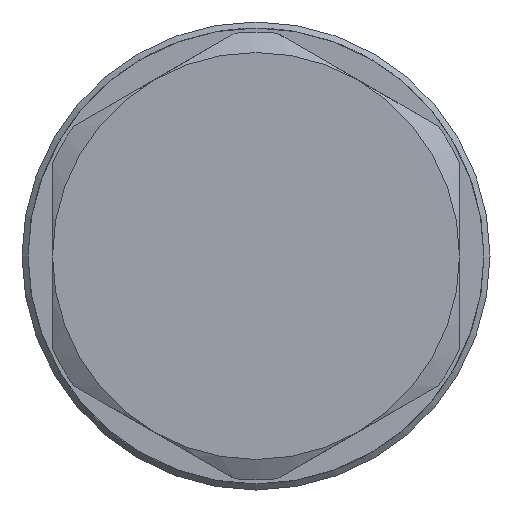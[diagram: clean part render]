
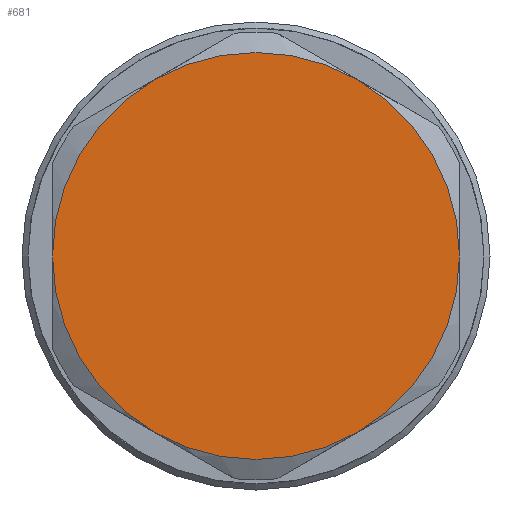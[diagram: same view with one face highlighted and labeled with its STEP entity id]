
A CAD part, left-side view. The second image highlights one B-rep face of the part: STEP entity #681.
In plain terms, the highlighted planar face has unit normal (-1, 0, 0).
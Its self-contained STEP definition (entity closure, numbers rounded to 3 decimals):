
#198=FACE_OUTER_BOUND('',#961,.T.);
#681=ADVANCED_FACE('',(#198),#768,.T.);
#768=PLANE('',#2294);
#961=EDGE_LOOP('',(#1295,#1296,#1297,#1298,#1299,#1300));
#1295=ORIENTED_EDGE('',*,*,#1938,.T.);
#1296=ORIENTED_EDGE('',*,*,#1939,.T.);
#1297=ORIENTED_EDGE('',*,*,#1940,.T.);
#1298=ORIENTED_EDGE('',*,*,#1941,.T.);
#1299=ORIENTED_EDGE('',*,*,#1942,.T.);
#1300=ORIENTED_EDGE('',*,*,#1943,.T.);
#1707=VERTEX_POINT('',#3708);
#1708=VERTEX_POINT('',#3709);
#1709=VERTEX_POINT('',#3711);
#1710=VERTEX_POINT('',#3713);
#1711=VERTEX_POINT('',#3715);
#1712=VERTEX_POINT('',#3717);
#1938=EDGE_CURVE('',#1707,#1708,#2136,.T.);
#1939=EDGE_CURVE('',#1708,#1709,#2137,.T.);
#1940=EDGE_CURVE('',#1709,#1710,#2138,.T.);
#1941=EDGE_CURVE('',#1710,#1711,#2139,.T.);
#1942=EDGE_CURVE('',#1711,#1712,#2140,.T.);
#1943=EDGE_CURVE('',#1712,#1707,#2141,.T.);
#2136=CIRCLE('',#2288,5.);
#2137=CIRCLE('',#2289,5.);
#2138=CIRCLE('',#2290,5.);
#2139=CIRCLE('',#2291,5.);
#2140=CIRCLE('',#2292,5.);
#2141=CIRCLE('',#2293,5.);
#2288=AXIS2_PLACEMENT_3D('',#3707,#2671,#2672);
#2289=AXIS2_PLACEMENT_3D('',#3710,#2673,#2674);
#2290=AXIS2_PLACEMENT_3D('',#3712,#2675,#2676);
#2291=AXIS2_PLACEMENT_3D('',#3714,#2677,#2678);
#2292=AXIS2_PLACEMENT_3D('',#3716,#2679,#2680);
#2293=AXIS2_PLACEMENT_3D('',#3718,#2681,#2682);
#2294=AXIS2_PLACEMENT_3D('',#3719,#2683,#2684);
#2671=DIRECTION('',(-1.,0.,0.));
#2672=DIRECTION('',(0.,0.,1.));
#2673=DIRECTION('',(-1.,0.,0.));
#2674=DIRECTION('',(0.,0.,1.));
#2675=DIRECTION('',(-1.,0.,0.));
#2676=DIRECTION('',(0.,0.,1.));
#2677=DIRECTION('',(-1.,0.,0.));
#2678=DIRECTION('',(0.,0.,1.));
#2679=DIRECTION('',(-1.,0.,0.));
#2680=DIRECTION('',(0.,0.,1.));
#2681=DIRECTION('',(-1.,0.,0.));
#2682=DIRECTION('',(0.,0.,1.));
#2683=DIRECTION('',(-1.,0.,0.));
#2684=DIRECTION('',(0.,0.,1.));
#3707=CARTESIAN_POINT('',(-39.,0.,0.));
#3708=CARTESIAN_POINT('',(-39.,2.5,4.33));
#3709=CARTESIAN_POINT('',(-39.,5.,0.));
#3710=CARTESIAN_POINT('',(-39.,0.,0.));
#3711=CARTESIAN_POINT('',(-39.,2.5,-4.33));
#3712=CARTESIAN_POINT('',(-39.,0.,0.));
#3713=CARTESIAN_POINT('',(-39.,-2.5,-4.33));
#3714=CARTESIAN_POINT('',(-39.,0.,0.));
#3715=CARTESIAN_POINT('',(-39.,-5.,0.));
#3716=CARTESIAN_POINT('',(-39.,0.,0.));
#3717=CARTESIAN_POINT('',(-39.,-2.5,4.33));
#3718=CARTESIAN_POINT('',(-39.,0.,0.));
#3719=CARTESIAN_POINT('',(-39.,0.,0.));
